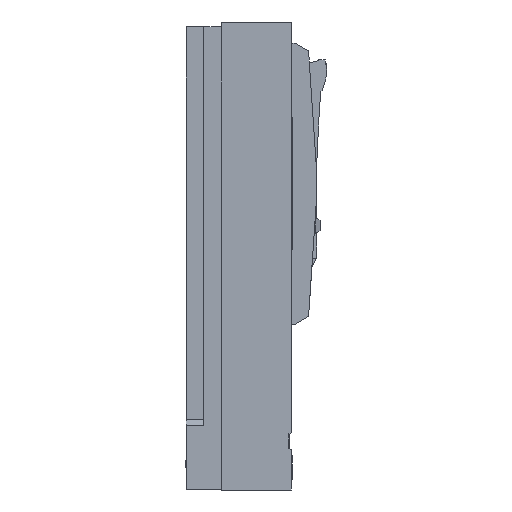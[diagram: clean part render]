
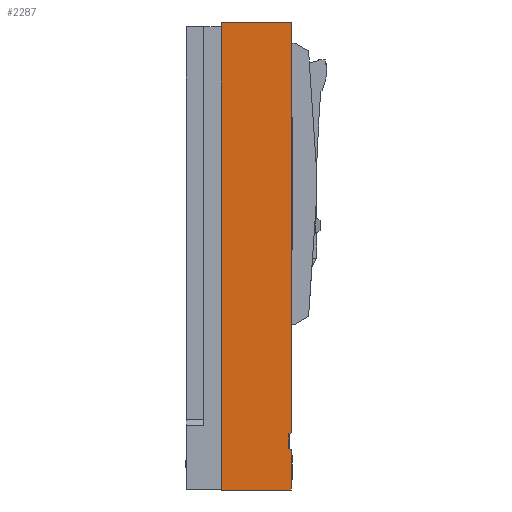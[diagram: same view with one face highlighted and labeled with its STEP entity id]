
A CAD part, left-side view. The second image highlights one B-rep face of the part: STEP entity #2287.
In plain terms, the highlighted planar face has unit normal (-1, 0, 0).
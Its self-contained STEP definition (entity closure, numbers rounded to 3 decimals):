
#2287=ADVANCED_FACE('802874_L03_Leistendeckel D-SL10/3x3',(#3502),#2954,
 .F.);
#2954=PLANE('',#14780);
#3502=FACE_OUTER_BOUND('',#4086,.T.);
#4086=EDGE_LOOP('',(#4968,#4969,#4970,#4971,#4972,#4973,#4974,#4975,#4976,
#4977));
#4968=ORIENTED_EDGE('',*,*,#9890,.F.);
#4969=ORIENTED_EDGE('',*,*,#9891,.T.);
#4970=ORIENTED_EDGE('',*,*,#9892,.T.);
#4971=ORIENTED_EDGE('',*,*,#9893,.T.);
#4972=ORIENTED_EDGE('',*,*,#9894,.F.);
#4973=ORIENTED_EDGE('',*,*,#9895,.T.);
#4974=ORIENTED_EDGE('',*,*,#9896,.T.);
#4975=ORIENTED_EDGE('',*,*,#9819,.F.);
#4976=ORIENTED_EDGE('',*,*,#9897,.F.);
#4977=ORIENTED_EDGE('',*,*,#9869,.F.);
#8563=VERTEX_POINT('',#18915);
#8565=VERTEX_POINT('',#18918);
#8599=VERTEX_POINT('',#19005);
#8605=VERTEX_POINT('',#19017);
#8617=VERTEX_POINT('',#19057);
#8618=VERTEX_POINT('',#19061);
#8619=VERTEX_POINT('',#19063);
#8620=VERTEX_POINT('',#19065);
#8621=VERTEX_POINT('',#19067);
#8622=VERTEX_POINT('',#19069);
#9819=EDGE_CURVE('',#8563,#8565,#11672,.T.);
#9869=EDGE_CURVE('',#8605,#8599,#11722,.T.);
#9890=EDGE_CURVE('',#8617,#8605,#11743,.T.);
#9891=EDGE_CURVE('',#8617,#8618,#11744,.T.);
#9892=EDGE_CURVE('',#8618,#8619,#11745,.T.);
#9893=EDGE_CURVE('',#8619,#8620,#11746,.T.);
#9894=EDGE_CURVE('',#8621,#8620,#11747,.T.);
#9895=EDGE_CURVE('',#8621,#8622,#11748,.T.);
#9896=EDGE_CURVE('',#8622,#8565,#11749,.T.);
#9897=EDGE_CURVE('',#8599,#8563,#11750,.T.);
#11672=LINE('',#18917,#13208);
#11722=LINE('',#19018,#13258);
#11743=LINE('',#19058,#13279);
#11744=LINE('',#19060,#13280);
#11745=LINE('',#19062,#13281);
#11746=LINE('',#19064,#13282);
#11747=LINE('',#19066,#13283);
#11748=LINE('',#19068,#13284);
#11749=LINE('',#19070,#13285);
#11750=LINE('',#19071,#13286);
#13208=VECTOR('',#15630,1.);
#13258=VECTOR('',#15700,1.);
#13279=VECTOR('',#15735,1.);
#13280=VECTOR('',#15738,1.);
#13281=VECTOR('',#15739,1.);
#13282=VECTOR('',#15740,1.);
#13283=VECTOR('',#15741,1.);
#13284=VECTOR('',#15742,1.);
#13285=VECTOR('',#15743,1.);
#13286=VECTOR('',#15744,1.);
#14780=AXIS2_PLACEMENT_3D('',#19072,#15745,#15746);
#15630=DIRECTION('',(0.,0.,1.));
#15700=DIRECTION('',(0.,0.,1.));
#15735=DIRECTION('',(0.,1.,0.));
#15738=DIRECTION('',(0.,0.,1.));
#15739=DIRECTION('',(0.,0.811,0.585));
#15740=DIRECTION('',(0.,0.,1.));
#15741=DIRECTION('',(0.,0.891,-0.455));
#15742=DIRECTION('',(0.,0.,1.));
#15743=DIRECTION('',(0.,1.,0.));
#15744=DIRECTION('',(0.,0.,1.));
#15745=DIRECTION('',(1.,0.,0.));
#15746=DIRECTION('',(0.,-1.,0.));
#18915=CARTESIAN_POINT('',(-49.5,-54.,277.064));
#18917=CARTESIAN_POINT('',(-49.5,-54.,-49.677));
#18918=CARTESIAN_POINT('',(-49.5,-54.,283.997));
#19005=CARTESIAN_POINT('',(-49.5,-54.,-376.564));
#19017=CARTESIAN_POINT('',(-49.5,-54.,-377.003));
#19018=CARTESIAN_POINT('',(-49.5,-54.,-49.677));
#19057=CARTESIAN_POINT('',(-49.5,-152.905,-377.003));
#19058=CARTESIAN_POINT('',(-49.5,-101.953,-377.003));
#19060=CARTESIAN_POINT('',(-49.5,-152.905,-0.003));
#19061=CARTESIAN_POINT('',(-49.5,-152.905,-320.581));
#19062=CARTESIAN_POINT('',(-49.5,-151.155,-319.319));
#19063=CARTESIAN_POINT('',(-49.5,-149.405,-318.057));
#19064=CARTESIAN_POINT('',(-49.5,-149.405,-307.884));
#19065=CARTESIAN_POINT('',(-49.5,-149.405,-297.711));
#19066=CARTESIAN_POINT('',(-49.5,-151.155,-296.818));
#19067=CARTESIAN_POINT('',(-49.5,-152.905,-295.925));
#19068=CARTESIAN_POINT('',(-49.5,-152.905,-9.192));
#19069=CARTESIAN_POINT('',(-49.5,-152.905,283.997));
#19070=CARTESIAN_POINT('',(-49.5,-3.912,283.997));
#19071=CARTESIAN_POINT('',(-49.5,-54.,-49.677));
#19072=CARTESIAN_POINT('',(-49.5,-3.912,-0.003));
